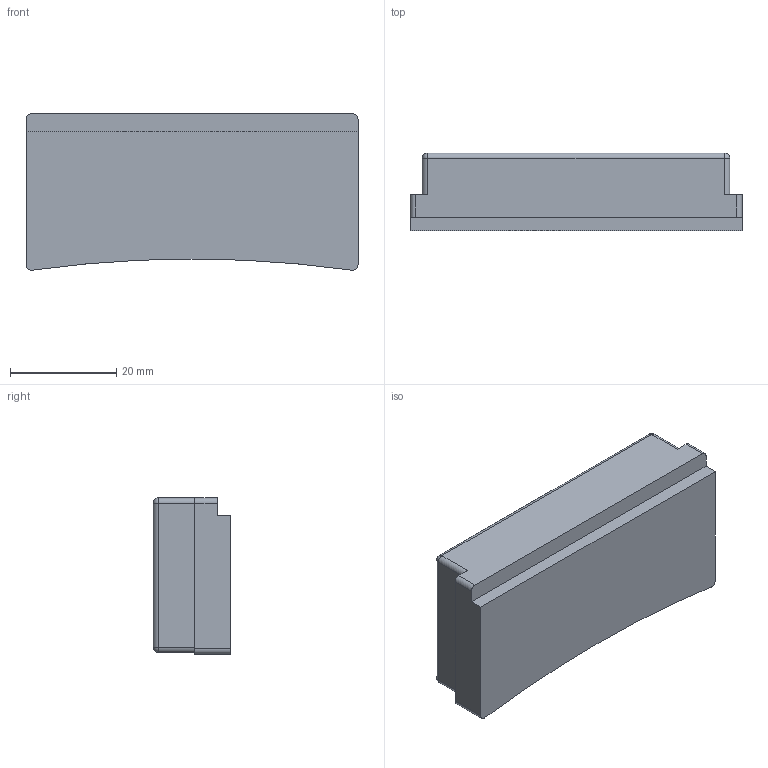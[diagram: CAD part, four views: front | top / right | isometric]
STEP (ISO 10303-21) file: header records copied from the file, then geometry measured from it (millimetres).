
FILE_DESCRIPTION (( 'STEP AP214' ), '1' );
FILE_NAME ('CFW300-CUSB.STEP', '2018-09-24T22:54:30', ( '' ), ( '' ), 'SwSTEP 2.0', 'SolidWorks 2017', '' );
FILE_SCHEMA (( 'AUTOMOTIVE_DESIGN' ));
Length unit declared in the file: inch
Products named in the file (1): CFW300-CUSB
Bounding box: 62.5 x 14.62 x 29.45 mm (x, y, z)
Volume: 24020.4 mm3; surface area: 6040.6 mm2
Topology: 1 solids, 1 shells, 444 faces, 1249 edges, 826 vertices
Faces by surface type: bspline 231, plane 163, cylinder 45, sphere 4, torus 1
Entity records: 27053 total; most frequent: CARTESIAN_POINT 11787, ORIENTED_EDGE 2490, DIRECTION 1306, EDGE_CURVE 1245, VERTEX_POINT 826, LINE 688, VECTOR 688, EDGE_LOOP 467
